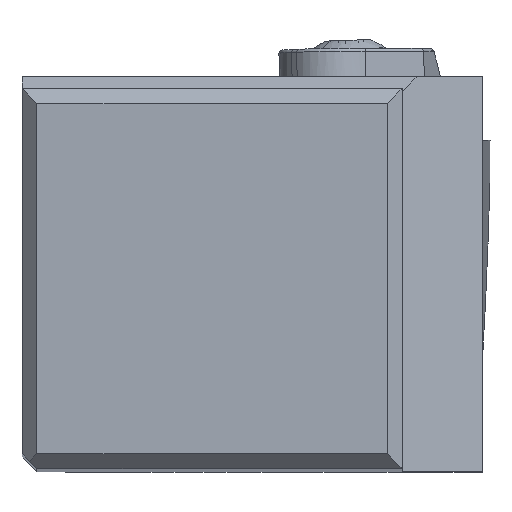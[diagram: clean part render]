
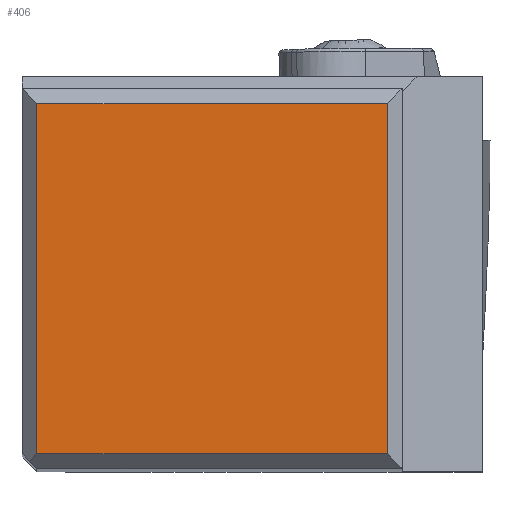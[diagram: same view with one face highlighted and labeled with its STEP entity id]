
A CAD part, top view. The second image highlights one B-rep face of the part: STEP entity #406.
In plain terms, the highlighted planar face has unit normal (0, 0, 1).
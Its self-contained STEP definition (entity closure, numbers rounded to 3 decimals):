
#202=FACE_OUTER_BOUND('',#692,.T.);
#406=ADVANCED_FACE('',(#202),#573,.T.);
#573=PLANE('',#3408);
#692=EDGE_LOOP('',(#1243,#1244,#1245,#1246));
#1243=ORIENTED_EDGE('',*,*,#2422,.T.);
#1244=ORIENTED_EDGE('',*,*,#2423,.F.);
#1245=ORIENTED_EDGE('',*,*,#2424,.F.);
#1246=ORIENTED_EDGE('',*,*,#2417,.F.);
#2069=VERTEX_POINT('',#5107);
#2070=VERTEX_POINT('',#5108);
#2071=VERTEX_POINT('',#5114);
#2072=VERTEX_POINT('',#5118);
#2417=EDGE_CURVE('',#2069,#2070,#2854,.T.);
#2422=EDGE_CURVE('',#2069,#2071,#2859,.T.);
#2423=EDGE_CURVE('',#2072,#2071,#2860,.T.);
#2424=EDGE_CURVE('',#2070,#2072,#2861,.T.);
#2854=LINE('',#5106,#3082);
#2859=LINE('',#5115,#3087);
#2860=LINE('',#5117,#3088);
#2861=LINE('',#5119,#3089);
#3082=VECTOR('',#3963,1.);
#3087=VECTOR('',#3970,1.);
#3088=VECTOR('',#3973,1.);
#3089=VECTOR('',#3974,1.);
#3408=AXIS2_PLACEMENT_3D('',#5120,#3975,#3976);
#3963=DIRECTION('',(0.,-1.,0.));
#3970=DIRECTION('',(-1.,0.,0.));
#3973=DIRECTION('',(0.,1.,0.));
#3974=DIRECTION('',(-1.,0.,0.));
#3975=DIRECTION('',(0.,0.,1.));
#3976=DIRECTION('',(-1.,0.,0.));
#5106=CARTESIAN_POINT('',(24.4,24.4,0.));
#5107=CARTESIAN_POINT('',(24.4,24.4,0.));
#5108=CARTESIAN_POINT('',(24.4,1.,0.));
#5114=CARTESIAN_POINT('',(1.,24.4,0.));
#5115=CARTESIAN_POINT('',(24.4,24.4,0.));
#5117=CARTESIAN_POINT('',(1.,1.,0.));
#5118=CARTESIAN_POINT('',(1.,1.,0.));
#5119=CARTESIAN_POINT('',(24.4,1.,0.));
#5120=CARTESIAN_POINT('',(12.7,12.7,0.));
